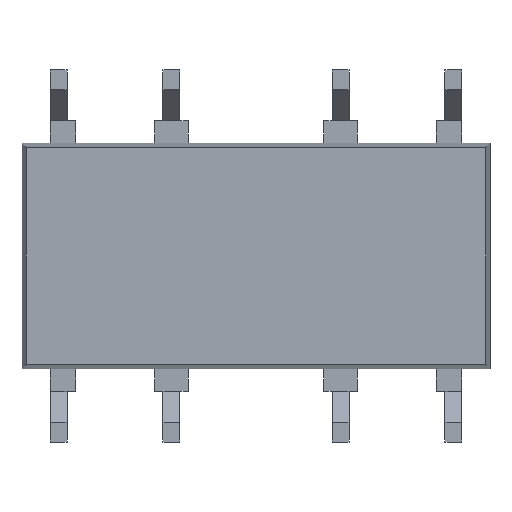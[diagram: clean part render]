
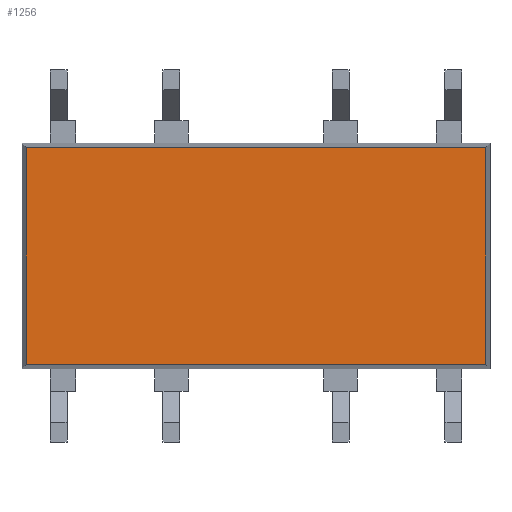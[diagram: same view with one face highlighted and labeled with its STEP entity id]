
A CAD part, front view. The second image highlights one B-rep face of the part: STEP entity #1256.
In plain terms, the highlighted planar face has unit normal (0, -1, 0).
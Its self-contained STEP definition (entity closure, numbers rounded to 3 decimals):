
#13 = CARTESIAN_POINT ( 'NONE',  ( -10.541, -1.651, 4.88 ) ) ;
#58 = ORIENTED_EDGE ( 'NONE', *, *, #963, .T. ) ;
#64 = DIRECTION ( 'NONE',  ( 0., 0., 1. ) ) ;
#172 = VERTEX_POINT ( 'NONE', #1571 ) ;
#191 = ORIENTED_EDGE ( 'NONE', *, *, #1052, .T. ) ;
#220 = LINE ( 'NONE', #13, #603 ) ;
#261 = CARTESIAN_POINT ( 'NONE',  ( 10.341, -1.651, 4.88 ) ) ;
#312 = DIRECTION ( 'NONE',  ( 0., -1., 0. ) ) ;
#501 = VECTOR ( 'NONE', #1741, 1000. ) ;
#538 = CARTESIAN_POINT ( 'NONE',  ( 10.341, -1.651, -4.88 ) ) ;
#544 = LINE ( 'NONE', #615, #1129 ) ;
#580 = CARTESIAN_POINT ( 'NONE',  ( 0., -1.651, 0. ) ) ;
#603 = VECTOR ( 'NONE', #1402, 1000. ) ;
#615 = CARTESIAN_POINT ( 'NONE',  ( 10.341, -1.651, -5.08 ) ) ;
#670 = ORIENTED_EDGE ( 'NONE', *, *, #1485, .F. ) ;
#737 = ORIENTED_EDGE ( 'NONE', *, *, #901, .F. ) ;
#751 = VECTOR ( 'NONE', #1725, 1000. ) ;
#763 = CARTESIAN_POINT ( 'NONE',  ( -10.341, -1.651, -4.88 ) ) ;
#851 = FACE_OUTER_BOUND ( 'NONE', #1234, .T. ) ;
#901 = EDGE_CURVE ( 'NONE', #172, #1681, #220, .T. ) ;
#963 = EDGE_CURVE ( 'NONE', #1502, #1558, #1587, .T. ) ;
#1052 = EDGE_CURVE ( 'NONE', #1558, #1681, #544, .T. ) ;
#1129 = VECTOR ( 'NONE', #64, 1000. ) ;
#1182 = LINE ( 'NONE', #1329, #501 ) ;
#1234 = EDGE_LOOP ( 'NONE', ( #670, #58, #191, #737 ) ) ;
#1256 = ADVANCED_FACE ( 'NONE', ( #851 ), #1289, .T. ) ;
#1262 = CARTESIAN_POINT ( 'NONE',  ( -10.541, -1.651, -4.88 ) ) ;
#1283 = DIRECTION ( 'NONE',  ( 0., 0., -1. ) ) ;
#1289 = PLANE ( 'NONE',  #1449 ) ;
#1329 = CARTESIAN_POINT ( 'NONE',  ( -10.341, -1.651, -5.08 ) ) ;
#1402 = DIRECTION ( 'NONE',  ( 1., 0., 0. ) ) ;
#1449 = AXIS2_PLACEMENT_3D ( 'NONE', #580, #312, #1283 ) ;
#1485 = EDGE_CURVE ( 'NONE', #1502, #172, #1182, .T. ) ;
#1502 = VERTEX_POINT ( 'NONE', #763 ) ;
#1558 = VERTEX_POINT ( 'NONE', #538 ) ;
#1571 = CARTESIAN_POINT ( 'NONE',  ( -10.341, -1.651, 4.88 ) ) ;
#1587 = LINE ( 'NONE', #1262, #751 ) ;
#1681 = VERTEX_POINT ( 'NONE', #261 ) ;
#1725 = DIRECTION ( 'NONE',  ( 1., 0., 0. ) ) ;
#1741 = DIRECTION ( 'NONE',  ( 0., 0., 1. ) ) ;
